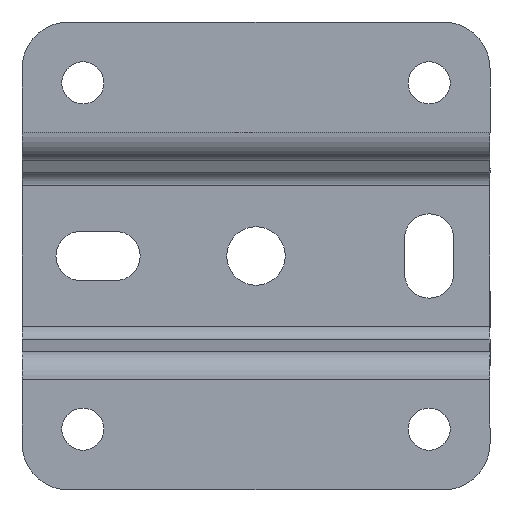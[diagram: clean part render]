
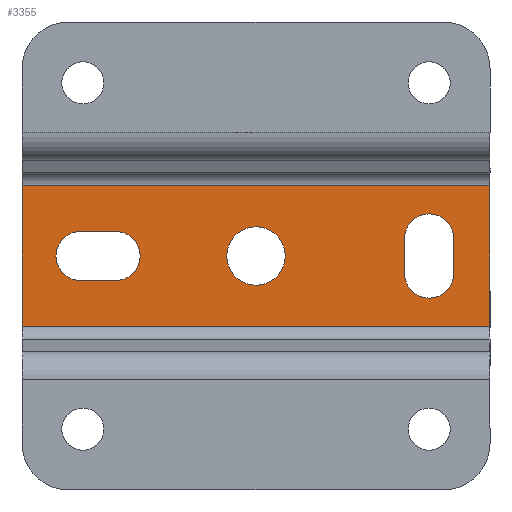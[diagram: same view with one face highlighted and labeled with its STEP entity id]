
A CAD part, front view. The second image highlights one B-rep face of the part: STEP entity #3355.
In plain terms, the highlighted planar face has unit normal (0, -1, 0).
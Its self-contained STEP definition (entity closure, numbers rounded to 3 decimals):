
#38 = ORIENTED_EDGE ( 'NONE', *, *, #3522, .T. ) ;
#77 = FACE_BOUND ( 'NONE', #5004, .T. ) ;
#85 = VECTOR ( 'NONE', #2931, 1000. ) ;
#120 = VERTEX_POINT ( 'NONE', #1175 ) ;
#147 = CARTESIAN_POINT ( 'NONE',  ( -50., -3., -14.965 ) ) ;
#267 = CARTESIAN_POINT ( 'NONE',  ( 0., -3., 6.25 ) ) ;
#272 = ORIENTED_EDGE ( 'NONE', *, *, #4016, .T. ) ;
#361 = EDGE_LOOP ( 'NONE', ( #519, #3387, #6604, #3097, #3661 ) ) ;
#400 = DIRECTION ( 'NONE',  ( 0., 0., 1. ) ) ;
#508 = CARTESIAN_POINT ( 'NONE',  ( 50., -3., -20. ) ) ;
#519 = ORIENTED_EDGE ( 'NONE', *, *, #6004, .T. ) ;
#522 = CARTESIAN_POINT ( 'NONE',  ( -50., -3., 14.965 ) ) ;
#545 = VERTEX_POINT ( 'NONE', #5748 ) ;
#578 = EDGE_CURVE ( 'NONE', #1142, #7105, #2569, .T. ) ;
#608 = DIRECTION ( 'NONE',  ( 0., 0., 1. ) ) ;
#697 = DIRECTION ( 'NONE',  ( 0., 0., 1. ) ) ;
#730 = CIRCLE ( 'NONE', #3885, 6.25 ) ;
#735 = CARTESIAN_POINT ( 'NONE',  ( 0., -3., -6.25 ) ) ;
#738 = DIRECTION ( 'NONE',  ( -1., 0., 0. ) ) ;
#874 = DIRECTION ( 'NONE',  ( 0., 1., 0. ) ) ;
#996 = CARTESIAN_POINT ( 'NONE',  ( 31.75, -3., -20. ) ) ;
#1002 = EDGE_CURVE ( 'NONE', #6382, #2268, #6369, .T. ) ;
#1030 = DIRECTION ( 'NONE',  ( 0., 0., 1. ) ) ;
#1059 = FACE_OUTER_BOUND ( 'NONE', #7524, .T. ) ;
#1124 = CARTESIAN_POINT ( 'NONE',  ( 37., -3., 9. ) ) ;
#1142 = VERTEX_POINT ( 'NONE', #6426 ) ;
#1172 = CIRCLE ( 'NONE', #1693, 5.25 ) ;
#1175 = CARTESIAN_POINT ( 'NONE',  ( 31.75, -3., 3.75 ) ) ;
#1275 = CARTESIAN_POINT ( 'NONE',  ( 50., -3., 5.25 ) ) ;
#1377 = DIRECTION ( 'NONE',  ( 0., 0., -1. ) ) ;
#1390 = EDGE_CURVE ( 'NONE', #7105, #4189, #6099, .T. ) ;
#1491 = ORIENTED_EDGE ( 'NONE', *, *, #1002, .F. ) ;
#1492 = CARTESIAN_POINT ( 'NONE',  ( 0., -3., 0. ) ) ;
#1546 = DIRECTION ( 'NONE',  ( 0., 0., 1. ) ) ;
#1667 = ORIENTED_EDGE ( 'NONE', *, *, #6966, .T. ) ;
#1693 = AXIS2_PLACEMENT_3D ( 'NONE', #7216, #874, #1986 ) ;
#1708 = AXIS2_PLACEMENT_3D ( 'NONE', #7169, #5427, #1918 ) ;
#1760 = CARTESIAN_POINT ( 'NONE',  ( -30., -3., -5.25 ) ) ;
#1789 = EDGE_CURVE ( 'NONE', #7316, #1142, #7441, .T. ) ;
#1796 = LINE ( 'NONE', #1275, #85 ) ;
#1819 = CARTESIAN_POINT ( 'NONE',  ( -50., -3., -20. ) ) ;
#1851 = VECTOR ( 'NONE', #7468, 1000. ) ;
#1918 = DIRECTION ( 'NONE',  ( 0., 0., 1. ) ) ;
#1956 = DIRECTION ( 'NONE',  ( 0., 0., 1. ) ) ;
#1960 = VECTOR ( 'NONE', #738, 1000. ) ;
#1986 = DIRECTION ( 'NONE',  ( 0., 0., 1. ) ) ;
#2034 = ORIENTED_EDGE ( 'NONE', *, *, #7366, .T. ) ;
#2164 = EDGE_CURVE ( 'NONE', #120, #7316, #3880, .T. ) ;
#2268 = VERTEX_POINT ( 'NONE', #3239 ) ;
#2346 = CARTESIAN_POINT ( 'NONE',  ( 50., -3., 14.965 ) ) ;
#2414 = EDGE_CURVE ( 'NONE', #2268, #545, #6706, .T. ) ;
#2569 = LINE ( 'NONE', #7409, #1851 ) ;
#2704 = CARTESIAN_POINT ( 'NONE',  ( 50., -3., 14.965 ) ) ;
#2724 = CARTESIAN_POINT ( 'NONE',  ( -30., -3., 5.25 ) ) ;
#2770 = AXIS2_PLACEMENT_3D ( 'NONE', #1492, #3954, #1030 ) ;
#2869 = CIRCLE ( 'NONE', #2770, 6.25 ) ;
#2893 = VERTEX_POINT ( 'NONE', #6029 ) ;
#2912 = CARTESIAN_POINT ( 'NONE',  ( 31.75, -3., -3.75 ) ) ;
#2931 = DIRECTION ( 'NONE',  ( 1., 0., 0. ) ) ;
#2949 = FACE_BOUND ( 'NONE', #361, .T. ) ;
#3040 = VERTEX_POINT ( 'NONE', #2724 ) ;
#3097 = ORIENTED_EDGE ( 'NONE', *, *, #578, .T. ) ;
#3129 = CARTESIAN_POINT ( 'NONE',  ( -37.5, -3., -5.25 ) ) ;
#3149 = VECTOR ( 'NONE', #1377, 1000. ) ;
#3150 = CARTESIAN_POINT ( 'NONE',  ( 37., -3., -3.75 ) ) ;
#3156 = DIRECTION ( 'NONE',  ( 0., 0., -1. ) ) ;
#3239 = CARTESIAN_POINT ( 'NONE',  ( 50., -3., -14.965 ) ) ;
#3337 = VECTOR ( 'NONE', #7456, 1000. ) ;
#3355 = ADVANCED_FACE ( 'NONE', ( #2949, #7445, #77, #1059 ), #7484, .F. ) ;
#3387 = ORIENTED_EDGE ( 'NONE', *, *, #2164, .T. ) ;
#3434 = EDGE_LOOP ( 'NONE', ( #272, #5942, #38, #5396 ) ) ;
#3522 = EDGE_CURVE ( 'NONE', #2893, #3040, #1796, .T. ) ;
#3523 = LINE ( 'NONE', #1819, #3149 ) ;
#3545 = AXIS2_PLACEMENT_3D ( 'NONE', #3583, #7007, #697 ) ;
#3583 = CARTESIAN_POINT ( 'NONE',  ( 37., -3., 3.75 ) ) ;
#3655 = CARTESIAN_POINT ( 'NONE',  ( -37.5, -3., 0. ) ) ;
#3661 = ORIENTED_EDGE ( 'NONE', *, *, #1390, .T. ) ;
#3679 = CIRCLE ( 'NONE', #5914, 5.25 ) ;
#3707 = CARTESIAN_POINT ( 'NONE',  ( 50., -3., -20. ) ) ;
#3794 = AXIS2_PLACEMENT_3D ( 'NONE', #3150, #7201, #4286 ) ;
#3880 = CIRCLE ( 'NONE', #3545, 5.25 ) ;
#3885 = AXIS2_PLACEMENT_3D ( 'NONE', #7483, #3983, #1546 ) ;
#3954 = DIRECTION ( 'NONE',  ( 0., 1., 0. ) ) ;
#3983 = DIRECTION ( 'NONE',  ( 0., 1., 0. ) ) ;
#4016 = EDGE_CURVE ( 'NONE', #5480, #4466, #7158, .T. ) ;
#4031 = CARTESIAN_POINT ( 'NONE',  ( 42.25, -3., -3.75 ) ) ;
#4189 = VERTEX_POINT ( 'NONE', #2912 ) ;
#4255 = DIRECTION ( 'NONE',  ( 0., 1., 0. ) ) ;
#4286 = DIRECTION ( 'NONE',  ( 0., 0., 1. ) ) ;
#4466 = VERTEX_POINT ( 'NONE', #3129 ) ;
#4632 = ORIENTED_EDGE ( 'NONE', *, *, #7002, .F. ) ;
#4652 = EDGE_CURVE ( 'NONE', #4466, #2893, #3679, .T. ) ;
#5004 = EDGE_LOOP ( 'NONE', ( #1667, #6419 ) ) ;
#5205 = VECTOR ( 'NONE', #400, 1000. ) ;
#5257 = DIRECTION ( 'NONE',  ( 0., 1., 0. ) ) ;
#5396 = ORIENTED_EDGE ( 'NONE', *, *, #5910, .T. ) ;
#5397 = DIRECTION ( 'NONE',  ( -1., 0., 0. ) ) ;
#5427 = DIRECTION ( 'NONE',  ( 0., 1., 0. ) ) ;
#5480 = VERTEX_POINT ( 'NONE', #1760 ) ;
#5620 = VECTOR ( 'NONE', #5397, 1000. ) ;
#5748 = CARTESIAN_POINT ( 'NONE',  ( -50., -3., -14.965 ) ) ;
#5910 = EDGE_CURVE ( 'NONE', #3040, #5480, #1172, .T. ) ;
#5914 = AXIS2_PLACEMENT_3D ( 'NONE', #3655, #4255, #1956 ) ;
#5942 = ORIENTED_EDGE ( 'NONE', *, *, #4652, .T. ) ;
#5961 = AXIS2_PLACEMENT_3D ( 'NONE', #508, #5257, #608 ) ;
#6004 = EDGE_CURVE ( 'NONE', #4189, #120, #7008, .T. ) ;
#6029 = CARTESIAN_POINT ( 'NONE',  ( -37.5, -3., 5.25 ) ) ;
#6099 = CIRCLE ( 'NONE', #3794, 5.25 ) ;
#6145 = VERTEX_POINT ( 'NONE', #522 ) ;
#6277 = VECTOR ( 'NONE', #3156, 1000. ) ;
#6294 = EDGE_CURVE ( 'NONE', #6532, #6578, #730, .T. ) ;
#6369 = LINE ( 'NONE', #3707, #6277 ) ;
#6382 = VERTEX_POINT ( 'NONE', #2346 ) ;
#6419 = ORIENTED_EDGE ( 'NONE', *, *, #6294, .T. ) ;
#6426 = CARTESIAN_POINT ( 'NONE',  ( 42.25, -3., 3.75 ) ) ;
#6500 = ORIENTED_EDGE ( 'NONE', *, *, #2414, .F. ) ;
#6532 = VERTEX_POINT ( 'NONE', #735 ) ;
#6578 = VERTEX_POINT ( 'NONE', #267 ) ;
#6604 = ORIENTED_EDGE ( 'NONE', *, *, #1789, .T. ) ;
#6706 = LINE ( 'NONE', #147, #1960 ) ;
#6966 = EDGE_CURVE ( 'NONE', #6578, #6532, #2869, .T. ) ;
#7002 = EDGE_CURVE ( 'NONE', #6145, #6382, #7455, .T. ) ;
#7007 = DIRECTION ( 'NONE',  ( 0., 1., 0. ) ) ;
#7008 = LINE ( 'NONE', #996, #5205 ) ;
#7105 = VERTEX_POINT ( 'NONE', #4031 ) ;
#7133 = CARTESIAN_POINT ( 'NONE',  ( 50., -3., -5.25 ) ) ;
#7158 = LINE ( 'NONE', #7133, #5620 ) ;
#7169 = CARTESIAN_POINT ( 'NONE',  ( 37., -3., 3.75 ) ) ;
#7201 = DIRECTION ( 'NONE',  ( 0., 1., 0. ) ) ;
#7216 = CARTESIAN_POINT ( 'NONE',  ( -30., -3., 0. ) ) ;
#7316 = VERTEX_POINT ( 'NONE', #1124 ) ;
#7366 = EDGE_CURVE ( 'NONE', #6145, #545, #3523, .T. ) ;
#7409 = CARTESIAN_POINT ( 'NONE',  ( 42.25, -3., -20. ) ) ;
#7441 = CIRCLE ( 'NONE', #1708, 5.25 ) ;
#7445 = FACE_BOUND ( 'NONE', #3434, .T. ) ;
#7455 = LINE ( 'NONE', #2704, #3337 ) ;
#7456 = DIRECTION ( 'NONE',  ( 1., 0., 0. ) ) ;
#7468 = DIRECTION ( 'NONE',  ( 0., 0., -1. ) ) ;
#7483 = CARTESIAN_POINT ( 'NONE',  ( 0., -3., 0. ) ) ;
#7484 = PLANE ( 'NONE',  #5961 ) ;
#7524 = EDGE_LOOP ( 'NONE', ( #6500, #1491, #4632, #2034 ) ) ;
